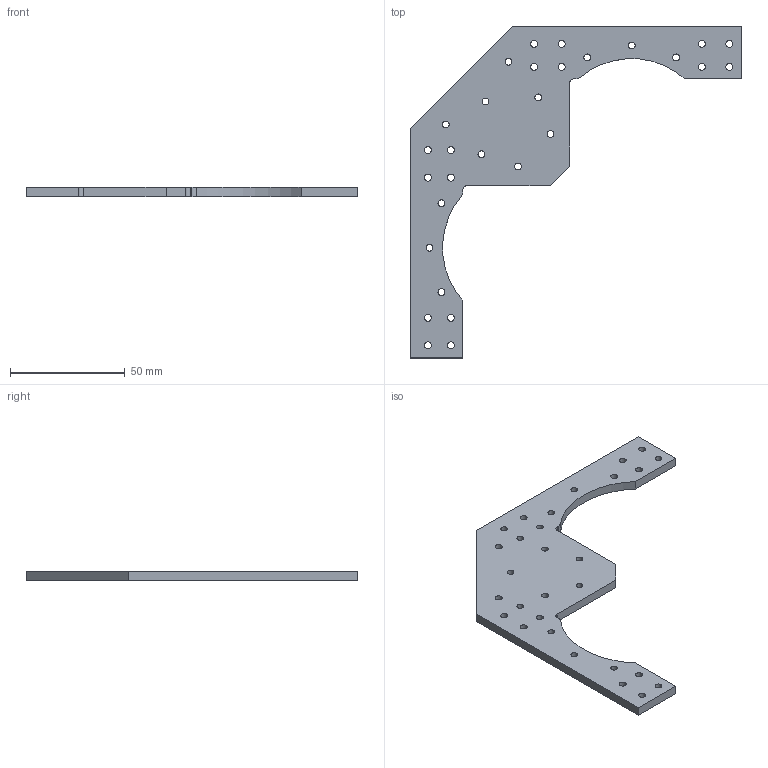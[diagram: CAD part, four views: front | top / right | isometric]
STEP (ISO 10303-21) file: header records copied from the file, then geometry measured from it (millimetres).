
FILE_DESCRIPTION (( 'STEP AP214' ), '1' );
FILE_NAME ('baseplate.STEP', '2025-04-06T05:00:11', ( '' ), ( '' ), 'SwSTEP 2.0', 'SolidWorks 2024', '' );
FILE_SCHEMA (( 'AUTOMOTIVE_DESIGN' ));
Length unit declared in the file: millimetre
Products named in the file (1): baseplate
Bounding box: 144.5 x 144.5 x 4 mm (x, y, z)
Volume: 25962.5 mm3; surface area: 16289.4 mm2
Topology: 1 solids, 1 shells, 49 faces, 141 edges, 94 vertices
Faces by surface type: cylinder 35, plane 14
Full cylindrical faces by diameter (mm): 3 x29
Entity records: 1639 total; most frequent: DIRECTION 282, CARTESIAN_POINT 256, ORIENTED_EDGE 224, EDGE_LOOP 136, AXIS2_PLACEMENT_3D 120, EDGE_CURVE 112, VERTEX_POINT 94, FACE_OUTER_BOUND 78
